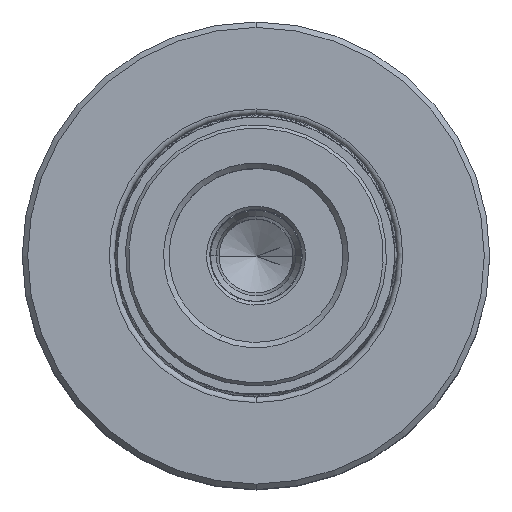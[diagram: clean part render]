
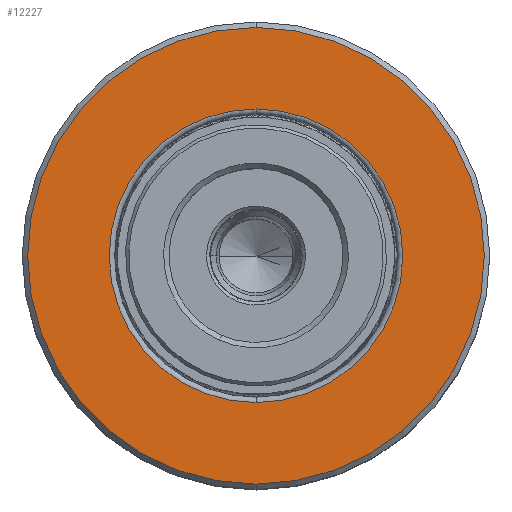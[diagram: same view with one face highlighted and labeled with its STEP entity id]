
A CAD part, top view. The second image highlights one B-rep face of the part: STEP entity #12227.
In plain terms, the highlighted face is planar.
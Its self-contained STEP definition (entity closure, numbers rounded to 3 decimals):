
#1286 = CIRCLE ( 'NONE', #21237, 13.5 ) ;
#1382 = EDGE_LOOP ( 'NONE', ( #19017, #32632 ) ) ;
#2055 = CIRCLE ( 'NONE', #5269, 21. ) ;
#2132 = FACE_OUTER_BOUND ( 'NONE', #1382, .T. ) ;
#3015 = DIRECTION ( 'NONE',  ( 0., 0., 1. ) ) ;
#3168 = EDGE_CURVE ( 'NONE', #35916, #14982, #2055, .T. ) ;
#3313 = CIRCLE ( 'NONE', #8052, 21. ) ;
#3321 = CARTESIAN_POINT ( 'NONE',  ( 0., 15.687, 21. ) ) ;
#3883 = ORIENTED_EDGE ( 'NONE', *, *, #12746, .T. ) ;
#4553 = CARTESIAN_POINT ( 'NONE',  ( 0., 15.687, -21. ) ) ;
#4975 = CARTESIAN_POINT ( 'NONE',  ( 0., 15.687, 0. ) ) ;
#5269 = AXIS2_PLACEMENT_3D ( 'NONE', #26367, #12615, #35155 ) ;
#5963 = CIRCLE ( 'NONE', #9350, 13.5 ) ;
#7899 = CARTESIAN_POINT ( 'NONE',  ( 0., 15.687, 0. ) ) ;
#8052 = AXIS2_PLACEMENT_3D ( 'NONE', #4975, #22122, #13253 ) ;
#9350 = AXIS2_PLACEMENT_3D ( 'NONE', #26929, #32976, #15550 ) ;
#12227 = ADVANCED_FACE ( 'NONE', ( #17376, #2132 ), #29123, .T. ) ;
#12615 = DIRECTION ( 'NONE',  ( 0., -1., 0. ) ) ;
#12746 = EDGE_CURVE ( 'NONE', #30329, #19021, #1286, .T. ) ;
#13253 = DIRECTION ( 'NONE',  ( 0., 0., -1. ) ) ;
#14811 = EDGE_LOOP ( 'NONE', ( #3883, #25970 ) ) ;
#14982 = VERTEX_POINT ( 'NONE', #3321 ) ;
#15550 = DIRECTION ( 'NONE',  ( 0., 0., -1. ) ) ;
#17277 = DIRECTION ( 'NONE',  ( 0., 1., 0. ) ) ;
#17376 = FACE_BOUND ( 'NONE', #14811, .T. ) ;
#19017 = ORIENTED_EDGE ( 'NONE', *, *, #3168, .F. ) ;
#19021 = VERTEX_POINT ( 'NONE', #33208 ) ;
#21237 = AXIS2_PLACEMENT_3D ( 'NONE', #7899, #36327, #27894 ) ;
#21519 = CARTESIAN_POINT ( 'NONE',  ( 0., 15.687, -13.5 ) ) ;
#21901 = EDGE_CURVE ( 'NONE', #19021, #30329, #5963, .T. ) ;
#22122 = DIRECTION ( 'NONE',  ( 0., -1., 0. ) ) ;
#23398 = CARTESIAN_POINT ( 'NONE',  ( 21., 15.687, 0. ) ) ;
#23862 = AXIS2_PLACEMENT_3D ( 'NONE', #23398, #17277, #3015 ) ;
#25970 = ORIENTED_EDGE ( 'NONE', *, *, #21901, .T. ) ;
#26367 = CARTESIAN_POINT ( 'NONE',  ( 0., 15.687, 0. ) ) ;
#26929 = CARTESIAN_POINT ( 'NONE',  ( 0., 15.687, 0. ) ) ;
#27894 = DIRECTION ( 'NONE',  ( 0., 0., -1. ) ) ;
#29123 = PLANE ( 'NONE',  #23862 ) ;
#30329 = VERTEX_POINT ( 'NONE', #21519 ) ;
#32632 = ORIENTED_EDGE ( 'NONE', *, *, #32793, .F. ) ;
#32793 = EDGE_CURVE ( 'NONE', #14982, #35916, #3313, .T. ) ;
#32976 = DIRECTION ( 'NONE',  ( 0., -1., 0. ) ) ;
#33208 = CARTESIAN_POINT ( 'NONE',  ( 0., 15.687, 13.5 ) ) ;
#35155 = DIRECTION ( 'NONE',  ( 0., 0., -1. ) ) ;
#35916 = VERTEX_POINT ( 'NONE', #4553 ) ;
#36327 = DIRECTION ( 'NONE',  ( 0., -1., 0. ) ) ;
